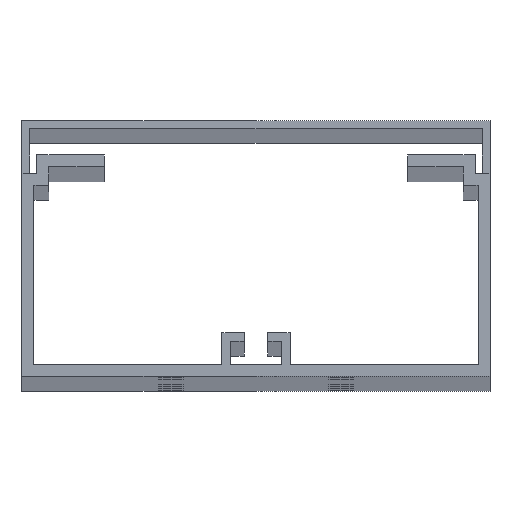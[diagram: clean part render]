
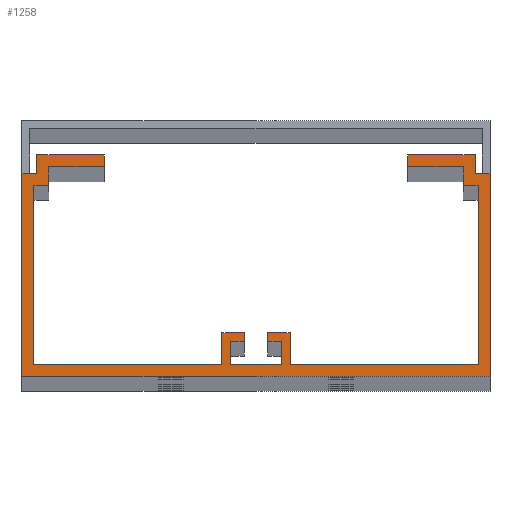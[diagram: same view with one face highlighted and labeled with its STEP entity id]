
A CAD part, top view. The second image highlights one B-rep face of the part: STEP entity #1258.
In plain terms, the highlighted planar face has unit normal (0, 0, 1).
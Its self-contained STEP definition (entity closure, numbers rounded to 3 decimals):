
#99=DIRECTION('',(-1.,0.,0.));
#100=VECTOR('',#99,12.);
#101=CARTESIAN_POINT('',(6.,2.8,0.));
#102=LINE('',#101,#100);
#103=DIRECTION('',(0.,-1.,0.));
#104=VECTOR('',#103,5.4);
#105=CARTESIAN_POINT('',(6.,8.2,0.));
#106=LINE('',#105,#104);
#107=DIRECTION('',(1.,0.,0.));
#108=VECTOR('',#107,3.25);
#109=CARTESIAN_POINT('',(2.75,8.2,0.));
#110=LINE('',#109,#108);
#111=DIRECTION('',(0.,-1.,0.));
#112=VECTOR('',#111,2.);
#113=CARTESIAN_POINT('',(2.75,10.2,0.));
#114=LINE('',#113,#112);
#115=DIRECTION('',(-1.,0.,0.));
#116=VECTOR('',#115,5.25);
#117=CARTESIAN_POINT('',(8.,10.2,0.));
#118=LINE('',#117,#116);
#119=DIRECTION('',(0.,1.,0.));
#120=VECTOR('',#119,7.4);
#121=CARTESIAN_POINT('',(8.,2.8,0.));
#122=LINE('',#121,#120);
#123=DIRECTION('',(-1.,0.,0.));
#124=VECTOR('',#123,44.2);
#125=CARTESIAN_POINT('',(52.2,2.8,0.));
#126=LINE('',#125,#124);
#127=DIRECTION('',(0.,-1.,0.));
#128=VECTOR('',#127,42.1);
#129=CARTESIAN_POINT('',(52.2,44.9,0.));
#130=LINE('',#129,#128);
#131=DIRECTION('',(1.,0.,0.));
#132=VECTOR('',#131,3.52);
#133=CARTESIAN_POINT('',(48.68,44.9,0.));
#134=LINE('',#133,#132);
#135=DIRECTION('',(0.,-1.,0.));
#136=VECTOR('',#135,4.3);
#137=CARTESIAN_POINT('',(48.68,49.2,0.));
#138=LINE('',#137,#136);
#139=DIRECTION('',(1.,0.,0.));
#140=VECTOR('',#139,12.98);
#141=CARTESIAN_POINT('',(35.7,49.2,0.));
#142=LINE('',#141,#140);
#143=DIRECTION('',(0.,-1.,0.));
#144=VECTOR('',#143,2.8);
#145=CARTESIAN_POINT('',(35.7,52.,0.));
#146=LINE('',#145,#144);
#147=DIRECTION('',(0.,1.,0.));
#148=VECTOR('',#147,4.3);
#149=CARTESIAN_POINT('',(51.48,47.7,0.));
#150=LINE('',#149,#148);
#151=DIRECTION('',(-1.,0.,0.));
#152=VECTOR('',#151,3.52);
#153=CARTESIAN_POINT('',(55.,47.7,0.));
#154=LINE('',#153,#152);
#155=DIRECTION('',(0.,1.,0.));
#156=VECTOR('',#155,47.7);
#157=CARTESIAN_POINT('',(55.,0.,0.));
#158=LINE('',#157,#156);
#159=DIRECTION('',(1.,0.,0.));
#160=VECTOR('',#159,110.);
#161=CARTESIAN_POINT('',(-55.,0.,0.));
#162=LINE('',#161,#160);
#163=DIRECTION('',(0.,-1.,0.));
#164=VECTOR('',#163,47.7);
#165=CARTESIAN_POINT('',(-55.,47.7,0.));
#166=LINE('',#165,#164);
#167=DIRECTION('',(-1.,0.,0.));
#168=VECTOR('',#167,3.52);
#169=CARTESIAN_POINT('',(-51.48,47.7,0.));
#170=LINE('',#169,#168);
#171=DIRECTION('',(0.,-1.,0.));
#172=VECTOR('',#171,4.3);
#173=CARTESIAN_POINT('',(-51.48,52.,0.));
#174=LINE('',#173,#172);
#175=DIRECTION('',(0.,1.,0.));
#176=VECTOR('',#175,2.8);
#177=CARTESIAN_POINT('',(-35.7,49.2,0.));
#178=LINE('',#177,#176);
#179=DIRECTION('',(1.,0.,0.));
#180=VECTOR('',#179,12.98);
#181=CARTESIAN_POINT('',(-48.68,49.2,0.));
#182=LINE('',#181,#180);
#183=DIRECTION('',(0.,1.,0.));
#184=VECTOR('',#183,4.3);
#185=CARTESIAN_POINT('',(-48.68,44.9,0.));
#186=LINE('',#185,#184);
#187=DIRECTION('',(1.,0.,0.));
#188=VECTOR('',#187,3.52);
#189=CARTESIAN_POINT('',(-52.2,44.9,0.));
#190=LINE('',#189,#188);
#191=DIRECTION('',(0.,1.,0.));
#192=VECTOR('',#191,42.1);
#193=CARTESIAN_POINT('',(-52.2,2.8,0.));
#194=LINE('',#193,#192);
#195=DIRECTION('',(-1.,0.,0.));
#196=VECTOR('',#195,44.2);
#197=CARTESIAN_POINT('',(-8.,2.8,0.));
#198=LINE('',#197,#196);
#199=DIRECTION('',(0.,-1.,0.));
#200=VECTOR('',#199,7.4);
#201=CARTESIAN_POINT('',(-8.,10.2,0.));
#202=LINE('',#201,#200);
#203=DIRECTION('',(-1.,0.,0.));
#204=VECTOR('',#203,5.25);
#205=CARTESIAN_POINT('',(-2.75,10.2,0.));
#206=LINE('',#205,#204);
#207=DIRECTION('',(0.,1.,0.));
#208=VECTOR('',#207,2.);
#209=CARTESIAN_POINT('',(-2.75,8.2,0.));
#210=LINE('',#209,#208);
#211=DIRECTION('',(1.,0.,0.));
#212=VECTOR('',#211,3.25);
#213=CARTESIAN_POINT('',(-6.,8.2,0.));
#214=LINE('',#213,#212);
#215=DIRECTION('',(0.,1.,0.));
#216=VECTOR('',#215,5.4);
#217=CARTESIAN_POINT('',(-6.,2.8,0.));
#218=LINE('',#217,#216);
#583=DIRECTION('',(-1.,0.,0.));
#584=VECTOR('',#583,15.78);
#585=CARTESIAN_POINT('',(-35.7,52.,0.));
#586=LINE('',#585,#584);
#775=DIRECTION('',(-1.,0.,0.));
#776=VECTOR('',#775,15.78);
#777=CARTESIAN_POINT('',(51.48,52.,0.));
#778=LINE('',#777,#776);
#931=CARTESIAN_POINT('',(55.,0.,0.));
#932=CARTESIAN_POINT('',(55.,47.7,0.));
#933=VERTEX_POINT('',#931);
#934=VERTEX_POINT('',#932);
#935=CARTESIAN_POINT('',(51.48,47.7,0.));
#936=VERTEX_POINT('',#935);
#937=CARTESIAN_POINT('',(51.48,52.,0.));
#938=VERTEX_POINT('',#937);
#939=CARTESIAN_POINT('',(48.68,44.9,0.));
#940=CARTESIAN_POINT('',(52.2,44.9,0.));
#941=VERTEX_POINT('',#939);
#942=VERTEX_POINT('',#940);
#943=CARTESIAN_POINT('',(52.2,2.8,0.));
#944=VERTEX_POINT('',#943);
#945=CARTESIAN_POINT('',(-52.2,2.8,0.));
#946=CARTESIAN_POINT('',(-52.2,44.9,0.));
#947=VERTEX_POINT('',#945);
#948=VERTEX_POINT('',#946);
#949=CARTESIAN_POINT('',(-48.68,44.9,0.));
#950=VERTEX_POINT('',#949);
#951=CARTESIAN_POINT('',(-51.48,52.,0.));
#952=CARTESIAN_POINT('',(-51.48,47.7,0.));
#953=VERTEX_POINT('',#951);
#954=VERTEX_POINT('',#952);
#955=CARTESIAN_POINT('',(-55.,47.7,0.));
#956=VERTEX_POINT('',#955);
#957=CARTESIAN_POINT('',(-55.,0.,0.));
#958=VERTEX_POINT('',#957);
#987=CARTESIAN_POINT('',(-35.7,49.2,0.));
#988=CARTESIAN_POINT('',(-35.7,52.,0.));
#989=VERTEX_POINT('',#987);
#990=VERTEX_POINT('',#988);
#991=CARTESIAN_POINT('',(35.7,52.,0.));
#992=CARTESIAN_POINT('',(35.7,49.2,0.));
#993=VERTEX_POINT('',#991);
#994=VERTEX_POINT('',#992);
#1004=CARTESIAN_POINT('',(48.68,49.2,0.));
#1006=VERTEX_POINT('',#1004);
#1008=CARTESIAN_POINT('',(-48.68,49.2,0.));
#1010=VERTEX_POINT('',#1008);
#1011=CARTESIAN_POINT('',(-6.,8.2,0.));
#1012=CARTESIAN_POINT('',(-2.75,8.2,0.));
#1013=VERTEX_POINT('',#1011);
#1014=VERTEX_POINT('',#1012);
#1015=CARTESIAN_POINT('',(-2.75,10.2,0.));
#1016=VERTEX_POINT('',#1015);
#1017=CARTESIAN_POINT('',(-8.,10.2,0.));
#1018=VERTEX_POINT('',#1017);
#1028=CARTESIAN_POINT('',(-6.,2.8,0.));
#1030=VERTEX_POINT('',#1028);
#1032=CARTESIAN_POINT('',(-8.,2.8,0.));
#1034=VERTEX_POINT('',#1032);
#1035=CARTESIAN_POINT('',(8.,2.8,0.));
#1036=VERTEX_POINT('',#1035);
#1037=CARTESIAN_POINT('',(6.,2.8,0.));
#1038=VERTEX_POINT('',#1037);
#1043=CARTESIAN_POINT('',(8.,10.2,0.));
#1044=CARTESIAN_POINT('',(2.75,10.2,0.));
#1045=VERTEX_POINT('',#1043);
#1046=VERTEX_POINT('',#1044);
#1047=CARTESIAN_POINT('',(2.75,8.2,0.));
#1048=VERTEX_POINT('',#1047);
#1049=CARTESIAN_POINT('',(6.,8.2,0.));
#1050=VERTEX_POINT('',#1049);
#1187=CARTESIAN_POINT('',(0.,0.,0.));
#1188=DIRECTION('',(0.,0.,1.));
#1189=DIRECTION('',(1.,0.,0.));
#1190=AXIS2_PLACEMENT_3D('',#1187,#1188,#1189);
#1191=PLANE('',#1190);
#1193=ORIENTED_EDGE('',*,*,#1192,.F.);
#1195=ORIENTED_EDGE('',*,*,#1194,.F.);
#1197=ORIENTED_EDGE('',*,*,#1196,.F.);
#1199=ORIENTED_EDGE('',*,*,#1198,.F.);
#1201=ORIENTED_EDGE('',*,*,#1200,.F.);
#1203=ORIENTED_EDGE('',*,*,#1202,.F.);
#1205=ORIENTED_EDGE('',*,*,#1204,.F.);
#1207=ORIENTED_EDGE('',*,*,#1206,.F.);
#1209=ORIENTED_EDGE('',*,*,#1208,.F.);
#1211=ORIENTED_EDGE('',*,*,#1210,.F.);
#1213=ORIENTED_EDGE('',*,*,#1212,.F.);
#1215=ORIENTED_EDGE('',*,*,#1214,.F.);
#1217=ORIENTED_EDGE('',*,*,#1216,.F.);
#1219=ORIENTED_EDGE('',*,*,#1218,.F.);
#1221=ORIENTED_EDGE('',*,*,#1220,.F.);
#1223=ORIENTED_EDGE('',*,*,#1222,.F.);
#1225=ORIENTED_EDGE('',*,*,#1224,.F.);
#1227=ORIENTED_EDGE('',*,*,#1226,.F.);
#1229=ORIENTED_EDGE('',*,*,#1228,.F.);
#1231=ORIENTED_EDGE('',*,*,#1230,.F.);
#1233=ORIENTED_EDGE('',*,*,#1232,.F.);
#1235=ORIENTED_EDGE('',*,*,#1234,.F.);
#1237=ORIENTED_EDGE('',*,*,#1236,.F.);
#1239=ORIENTED_EDGE('',*,*,#1238,.F.);
#1241=ORIENTED_EDGE('',*,*,#1240,.F.);
#1243=ORIENTED_EDGE('',*,*,#1242,.F.);
#1245=ORIENTED_EDGE('',*,*,#1244,.F.);
#1247=ORIENTED_EDGE('',*,*,#1246,.F.);
#1249=ORIENTED_EDGE('',*,*,#1248,.F.);
#1251=ORIENTED_EDGE('',*,*,#1250,.F.);
#1253=ORIENTED_EDGE('',*,*,#1252,.F.);
#1255=ORIENTED_EDGE('',*,*,#1254,.F.);
#1256=EDGE_LOOP('',(#1193,#1195,#1197,#1199,#1201,#1203,#1205,#1207,#1209,#1211,
#1213,#1215,#1217,#1219,#1221,#1223,#1225,#1227,#1229,#1231,#1233,#1235,#1237,
#1239,#1241,#1243,#1245,#1247,#1249,#1251,#1253,#1255));
#1257=FACE_OUTER_BOUND('',#1256,.F.);
#1192=EDGE_CURVE('',#1038,#1030,#102,.T.);
#1194=EDGE_CURVE('',#1050,#1038,#106,.T.);
#1196=EDGE_CURVE('',#1048,#1050,#110,.T.);
#1198=EDGE_CURVE('',#1046,#1048,#114,.T.);
#1200=EDGE_CURVE('',#1045,#1046,#118,.T.);
#1202=EDGE_CURVE('',#1036,#1045,#122,.T.);
#1204=EDGE_CURVE('',#944,#1036,#126,.T.);
#1206=EDGE_CURVE('',#942,#944,#130,.T.);
#1208=EDGE_CURVE('',#941,#942,#134,.T.);
#1210=EDGE_CURVE('',#1006,#941,#138,.T.);
#1212=EDGE_CURVE('',#994,#1006,#142,.T.);
#1214=EDGE_CURVE('',#993,#994,#146,.T.);
#1216=EDGE_CURVE('',#938,#993,#778,.T.);
#1218=EDGE_CURVE('',#936,#938,#150,.T.);
#1220=EDGE_CURVE('',#934,#936,#154,.T.);
#1222=EDGE_CURVE('',#933,#934,#158,.T.);
#1224=EDGE_CURVE('',#958,#933,#162,.T.);
#1226=EDGE_CURVE('',#956,#958,#166,.T.);
#1228=EDGE_CURVE('',#954,#956,#170,.T.);
#1230=EDGE_CURVE('',#953,#954,#174,.T.);
#1232=EDGE_CURVE('',#990,#953,#586,.T.);
#1234=EDGE_CURVE('',#989,#990,#178,.T.);
#1236=EDGE_CURVE('',#1010,#989,#182,.T.);
#1238=EDGE_CURVE('',#950,#1010,#186,.T.);
#1240=EDGE_CURVE('',#948,#950,#190,.T.);
#1242=EDGE_CURVE('',#947,#948,#194,.T.);
#1244=EDGE_CURVE('',#1034,#947,#198,.T.);
#1246=EDGE_CURVE('',#1018,#1034,#202,.T.);
#1248=EDGE_CURVE('',#1016,#1018,#206,.T.);
#1250=EDGE_CURVE('',#1014,#1016,#210,.T.);
#1252=EDGE_CURVE('',#1013,#1014,#214,.T.);
#1254=EDGE_CURVE('',#1030,#1013,#218,.T.);
#1258=ADVANCED_FACE('',(#1257),#1191,.T.);
